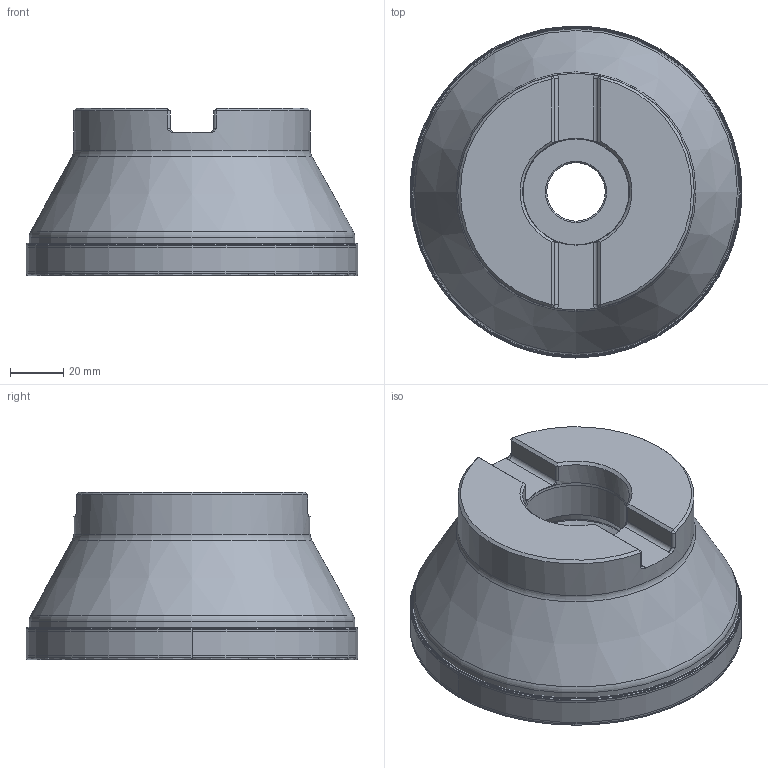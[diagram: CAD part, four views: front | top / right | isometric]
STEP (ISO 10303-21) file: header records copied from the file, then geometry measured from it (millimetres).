
FILE_DESCRIPTION(/* description */ (''),/* implementation_level */ '2;1');
FILE_NAME(/* name */ '125A07R_S90LN12_C_SIM.stp',/* time_stamp */ '2018-12-11T07:33:09+01:00',/* author */ (''),/* organization */ (''),/* preprocessor_version */ 'ST-DEVELOPER v15',/* originating_system */ 'SIEMENS PLM Software NX 8.5',/* authorisation */ '');
FILE_SCHEMA (('AUTOMOTIVE_DESIGN { 1 0 10303 214 3 1 1 1 }'));
Length unit declared in the file: millimetre
Products named in the file (1): hm150F04EA11k2io
Bounding box: 124.93 x 124.93 x 63 mm (x, y, z)
Volume: 471941.7 mm3; surface area: 62132.2 mm2
Topology: 2 solids, 2 shells, 138 faces, 309 edges, 170 vertices
Faces by surface type: revolution 72, cylinder 20, torus 16, plane 15, cone 15
Full cylindrical faces by diameter (mm): 22 x1, 40.008 x1, 40.2 x1, 56.1 x1, 89 x1, 122.66 x1
Entity records: 4873 total; most frequent: CARTESIAN_POINT 2063, ORIENTED_EDGE 554, DIRECTION 516, EDGE_CURVE 277, AXIS2_PLACEMENT_3D 200, VERTEX_POINT 163, EDGE_LOOP 162, B_SPLINE_CURVE_WITH_KNOTS 160
